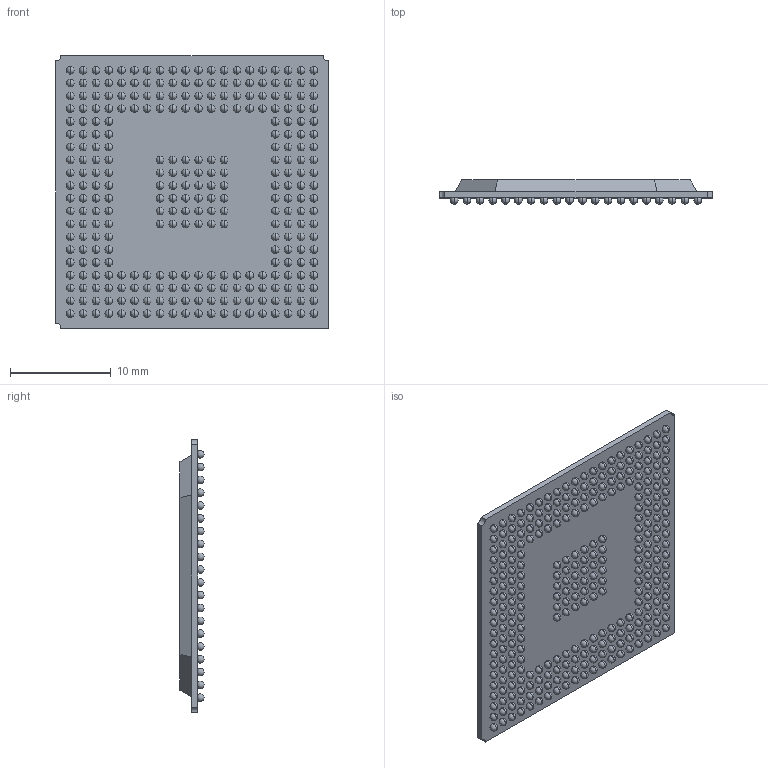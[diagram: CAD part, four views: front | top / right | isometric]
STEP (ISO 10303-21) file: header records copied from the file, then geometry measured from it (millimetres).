
FILE_DESCRIPTION((''),'2;1');
FILE_NAME('UFH292A_ASM','2012-02-14T',('CKXSSC'),(''),'PRO/ENGINEER BY PARAMETRIC TECHNOLOGY CORPORATION, 2011220','PRO/ENGINEER BY PARAMETRIC TECHNOLOGY CORPORATION, 2011220','');
FILE_SCHEMA(('AUTOMOTIVE_DESIGN_CC2 { 1 2 10303 214 -1 1 5 2 }'));
Length unit declared in the file: millimetre
Products named in the file (5): PCB_UFH292A; HEATSPREADER; BALL_UFH292A; BODY_UFH292A; UFH292A_ASM
Assembly tree (295 placements, depth 2):
  UFH292A_ASM
    PCB_UFH292A
    HEATSPREADER
    BALL_UFH292A  x292
    BODY_UFH292A
Bounding box: 27 x 2.38 x 27 mm (x, y, z)
Volume: 1105.7 mm3; surface area: 3311.5 mm2
Topology: 295 solids, 295 shells, 906 faces, 1824 edges, 924 vertices
Faces by surface type: sphere 584, plane 315, cylinder 7
Entity records: 3675 total; most frequent: DIRECTION 760, CARTESIAN_POINT 460, AXIS2_PLACEMENT_3D 351, PRODUCT_DEFINITION_SHAPE 300, ITEM_DEFINED_TRANSFORMATION 295, CONTEXT_DEPENDENT_SHAPE_REPRESENTATION 295, NEXT_ASSEMBLY_USAGE_OCCURRENCE 295, ORIENTED_EDGE 152
